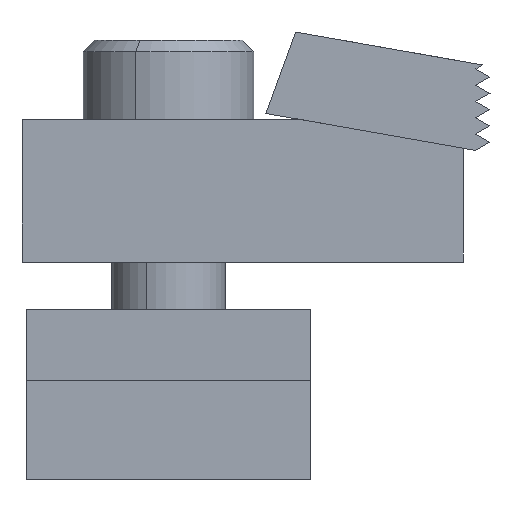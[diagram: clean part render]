
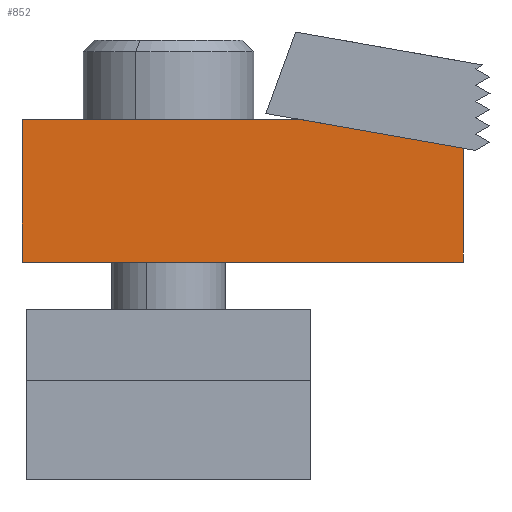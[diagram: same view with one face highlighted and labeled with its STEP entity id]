
A CAD part, left-side view. The second image highlights one B-rep face of the part: STEP entity #852.
In plain terms, the highlighted planar face has unit normal (-1, 0, 0).
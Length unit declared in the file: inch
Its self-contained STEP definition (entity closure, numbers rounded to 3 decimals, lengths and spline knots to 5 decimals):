
#828 = ORIENTED_EDGE ( 'NONE', *, *, #1923, .F. ) ;
#852 = ADVANCED_FACE ( 'NONE', ( #2735 ), #2734, .T. ) ;
#853 = EDGE_LOOP ( 'NONE', ( #854, #855, #856, #857, #828 ) ) ;
#854 = ORIENTED_EDGE ( 'NONE', *, *, #990, .F. ) ;
#855 = ORIENTED_EDGE ( 'NONE', *, *, #998, .F. ) ;
#856 = ORIENTED_EDGE ( 'NONE', *, *, #949, .F. ) ;
#857 = ORIENTED_EDGE ( 'NONE', *, *, #938, .F. ) ;
#938 = EDGE_CURVE ( 'NONE', #1969, #939, #2693, .T. ) ;
#939 = VERTEX_POINT ( 'NONE', #2689 ) ;
#949 = EDGE_CURVE ( 'NONE', #939, #999, #2563, .T. ) ;
#990 = EDGE_CURVE ( 'NONE', #1000, #1968, #2554, .T. ) ;
#998 = EDGE_CURVE ( 'NONE', #999, #1000, #2645, .T. ) ;
#999 = VERTEX_POINT ( 'NONE', #2641 ) ;
#1000 = VERTEX_POINT ( 'NONE', #2545 ) ;
#1923 = EDGE_CURVE ( 'NONE', #1968, #1969, #2793, .T. ) ;
#1968 = VERTEX_POINT ( 'NONE', #2882 ) ;
#1969 = VERTEX_POINT ( 'NONE', #2881 ) ;
#2525 = DIRECTION ( 'NONE',  ( 0., 0., 1. ) ) ;
#2526 = DIRECTION ( 'NONE',  ( -1., 0., 0. ) ) ;
#2527 = CARTESIAN_POINT ( 'NONE',  ( -0.5625, 0., -0.625 ) ) ;
#2528 = AXIS2_PLACEMENT_3D ( 'NONE', #2527, #2526, #2525 ) ;
#2545 = CARTESIAN_POINT ( 'NONE',  ( -0.5625, 0., -0.625 ) ) ;
#2546 = DIRECTION ( 'NONE',  ( 0., 0., 1. ) ) ;
#2547 = VECTOR ( 'NONE', #2546, 39.37008 ) ;
#2548 = CARTESIAN_POINT ( 'NONE',  ( -0.5625, 0., -0.625 ) ) ;
#2554 = LINE ( 'NONE', #2548, #2547 ) ;
#2560 = DIRECTION ( 'NONE',  ( 0., 0., -1. ) ) ;
#2561 = VECTOR ( 'NONE', #2560, 39.37008 ) ;
#2562 = CARTESIAN_POINT ( 'NONE',  ( -0.5625, -1.94, -0.125 ) ) ;
#2563 = LINE ( 'NONE', #2562, #2561 ) ;
#2641 = CARTESIAN_POINT ( 'NONE',  ( -0.5625, -1.94, -0.625 ) ) ;
#2642 = DIRECTION ( 'NONE',  ( 0., 1., 0. ) ) ;
#2643 = VECTOR ( 'NONE', #2642, 39.37008 ) ;
#2644 = CARTESIAN_POINT ( 'NONE',  ( -0.5625, -1.94, -0.625 ) ) ;
#2645 = LINE ( 'NONE', #2644, #2643 ) ;
#2689 = CARTESIAN_POINT ( 'NONE',  ( -0.5625, -1.94, -0.125 ) ) ;
#2690 = DIRECTION ( 'NONE',  ( 0., -0.985, -0.174 ) ) ;
#2691 = VECTOR ( 'NONE', #2690, 39.37008 ) ;
#2692 = CARTESIAN_POINT ( 'NONE',  ( -0.5625, -1.23109, 0. ) ) ;
#2693 = LINE ( 'NONE', #2692, #2691 ) ;
#2734 = PLANE ( 'NONE',  #2528 ) ;
#2735 = FACE_OUTER_BOUND ( 'NONE', #853, .T. ) ;
#2793 = LINE ( 'NONE', #2795, #2797 ) ;
#2795 = CARTESIAN_POINT ( 'NONE',  ( -0.5625, 0., 0. ) ) ;
#2797 = VECTOR ( 'NONE', #2798, 39.37008 ) ;
#2798 = DIRECTION ( 'NONE',  ( 0., -1., 0. ) ) ;
#2881 = CARTESIAN_POINT ( 'NONE',  ( -0.5625, -1.23109, 0. ) ) ;
#2882 = CARTESIAN_POINT ( 'NONE',  ( -0.5625, 0., 0. ) ) ;
